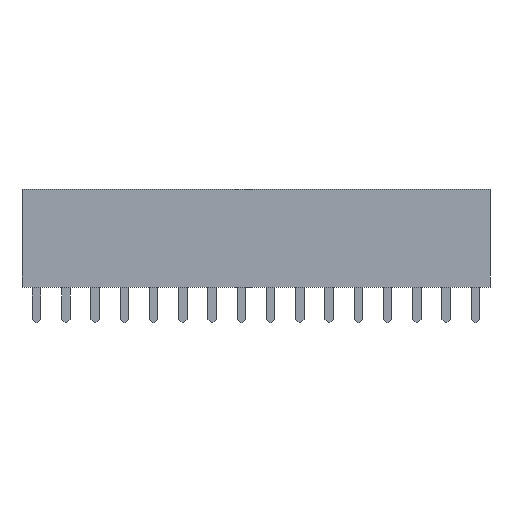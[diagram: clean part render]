
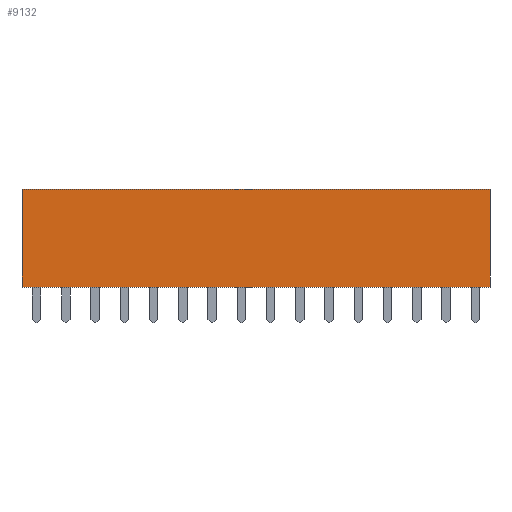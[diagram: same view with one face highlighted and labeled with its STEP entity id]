
A CAD part, front view. The second image highlights one B-rep face of the part: STEP entity #9132.
In plain terms, the highlighted planar face has unit normal (0, -1, 0).
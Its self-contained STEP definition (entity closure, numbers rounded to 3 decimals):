
#288=FACE_OUTER_BOUND('',#868,.T.);
#868=EDGE_LOOP('',(#6627,#6628,#6629,#6630));
#1337=LINE('',#12663,#2601);
#1404=LINE('',#12798,#2668);
#1623=LINE('',#13249,#2887);
#1626=LINE('',#13254,#2890);
#2601=VECTOR('',#10250,10.);
#2668=VECTOR('',#10325,10.);
#2887=VECTOR('',#10786,10.);
#2890=VECTOR('',#10793,10.);
#3846=VERTEX_POINT('',#12660);
#3847=VERTEX_POINT('',#12662);
#3911=VERTEX_POINT('',#12797);
#4022=VERTEX_POINT('',#13248);
#4665=EDGE_CURVE('',#3846,#3847,#1337,.T.);
#4732=EDGE_CURVE('',#3847,#3911,#1404,.T.);
#4951=EDGE_CURVE('',#4022,#3911,#1623,.T.);
#4954=EDGE_CURVE('',#4022,#3846,#1626,.T.);
#6627=ORIENTED_EDGE('',*,*,#4951,.T.);
#6628=ORIENTED_EDGE('',*,*,#4732,.F.);
#6629=ORIENTED_EDGE('',*,*,#4665,.F.);
#6630=ORIENTED_EDGE('',*,*,#4954,.F.);
#8568=PLANE('',#9744);
#9132=ADVANCED_FACE('',(#288),#8568,.T.);
#9744=AXIS2_PLACEMENT_3D('',#13321,#10862,#10863);
#10250=DIRECTION('',(1.,0.,0.));
#10325=DIRECTION('',(0.,0.,-1.));
#10786=DIRECTION('',(1.,0.,0.));
#10793=DIRECTION('',(0.,0.,1.));
#10862=DIRECTION('center_axis',(0.,-1.,0.));
#10863=DIRECTION('ref_axis',(1.,0.,0.));
#12660=CARTESIAN_POINT('',(-20.32,-2.52,8.6));
#12662=CARTESIAN_POINT('',(20.32,-2.52,8.6));
#12663=CARTESIAN_POINT('',(-20.32,-2.52,8.6));
#12797=CARTESIAN_POINT('',(20.32,-2.52,0.1));
#12798=CARTESIAN_POINT('',(20.32,-2.52,0.1));
#13248=CARTESIAN_POINT('',(-20.32,-2.52,0.1));
#13249=CARTESIAN_POINT('',(-20.32,-2.52,0.1));
#13254=CARTESIAN_POINT('',(-20.32,-2.52,0.1));
#13321=CARTESIAN_POINT('Origin',(-20.32,-2.52,0.1));
